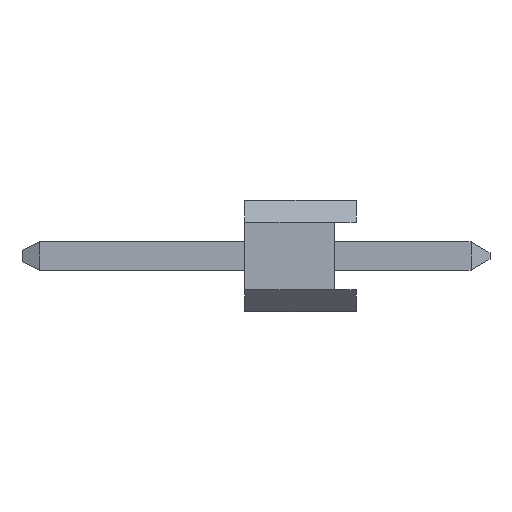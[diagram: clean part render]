
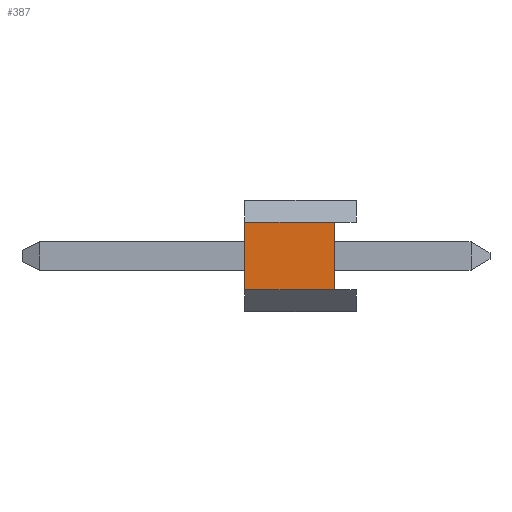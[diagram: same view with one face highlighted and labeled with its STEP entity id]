
A CAD part, left-side view. The second image highlights one B-rep face of the part: STEP entity #387.
In plain terms, the highlighted planar face has unit normal (-1, 0, 0).
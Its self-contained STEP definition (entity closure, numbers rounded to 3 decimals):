
#65 = VERTEX_POINT ( 'NONE', #963 ) ;
#110 = LINE ( 'NONE', #399, #721 ) ;
#157 = VECTOR ( 'NONE', #203, 1000. ) ;
#203 = DIRECTION ( 'NONE',  ( 0., 0., 1. ) ) ;
#210 = VERTEX_POINT ( 'NONE', #821 ) ;
#253 = EDGE_CURVE ( 'NONE', #449, #210, #729, .T. ) ;
#279 = VECTOR ( 'NONE', #879, 1000. ) ;
#296 = PLANE ( 'NONE',  #752 ) ;
#321 = CARTESIAN_POINT ( 'NONE',  ( -1.27, 2.54, 0.665 ) ) ;
#325 = EDGE_CURVE ( 'NONE', #210, #994, #982, .T. ) ;
#333 = ORIENTED_EDGE ( 'NONE', *, *, #394, .F. ) ;
#353 = EDGE_LOOP ( 'NONE', ( #488, #785, #422, #333 ) ) ;
#377 = DIRECTION ( 'NONE',  ( 1., 0., 0. ) ) ;
#387 = ADVANCED_FACE ( 'NONE', ( #536 ), #296, .F. ) ;
#394 = EDGE_CURVE ( 'NONE', #65, #994, #744, .T. ) ;
#399 = CARTESIAN_POINT ( 'NONE',  ( -1.27, 2.54, -0.875 ) ) ;
#421 = CARTESIAN_POINT ( 'NONE',  ( -1.27, 2.54, 0.665 ) ) ;
#422 = ORIENTED_EDGE ( 'NONE', *, *, #325, .T. ) ;
#449 = VERTEX_POINT ( 'NONE', #503 ) ;
#478 = DIRECTION ( 'NONE',  ( 0., 0., 1. ) ) ;
#488 = ORIENTED_EDGE ( 'NONE', *, *, #801, .T. ) ;
#503 = CARTESIAN_POINT ( 'NONE',  ( -1.27, 0.5, -0.875 ) ) ;
#536 = FACE_OUTER_BOUND ( 'NONE', #353, .T. ) ;
#604 = DIRECTION ( 'NONE',  ( 0., -1., 0. ) ) ;
#681 = VECTOR ( 'NONE', #478, 1000. ) ;
#721 = VECTOR ( 'NONE', #604, 1000. ) ;
#729 = LINE ( 'NONE', #1033, #681 ) ;
#744 = LINE ( 'NONE', #762, #157 ) ;
#752 = AXIS2_PLACEMENT_3D ( 'NONE', #862, #377, #936 ) ;
#762 = CARTESIAN_POINT ( 'NONE',  ( -1.27, 2.54, -1.375 ) ) ;
#785 = ORIENTED_EDGE ( 'NONE', *, *, #253, .T. ) ;
#801 = EDGE_CURVE ( 'NONE', #65, #449, #110, .T. ) ;
#821 = CARTESIAN_POINT ( 'NONE',  ( -1.27, 0.5, 0.665 ) ) ;
#862 = CARTESIAN_POINT ( 'NONE',  ( -1.27, 2.54, -1.375 ) ) ;
#879 = DIRECTION ( 'NONE',  ( 0., 1., 0. ) ) ;
#936 = DIRECTION ( 'NONE',  ( 0., 0., -1. ) ) ;
#963 = CARTESIAN_POINT ( 'NONE',  ( -1.27, 2.54, -0.875 ) ) ;
#982 = LINE ( 'NONE', #321, #279 ) ;
#994 = VERTEX_POINT ( 'NONE', #421 ) ;
#1033 = CARTESIAN_POINT ( 'NONE',  ( -1.27, 0.5, -0.875 ) ) ;
